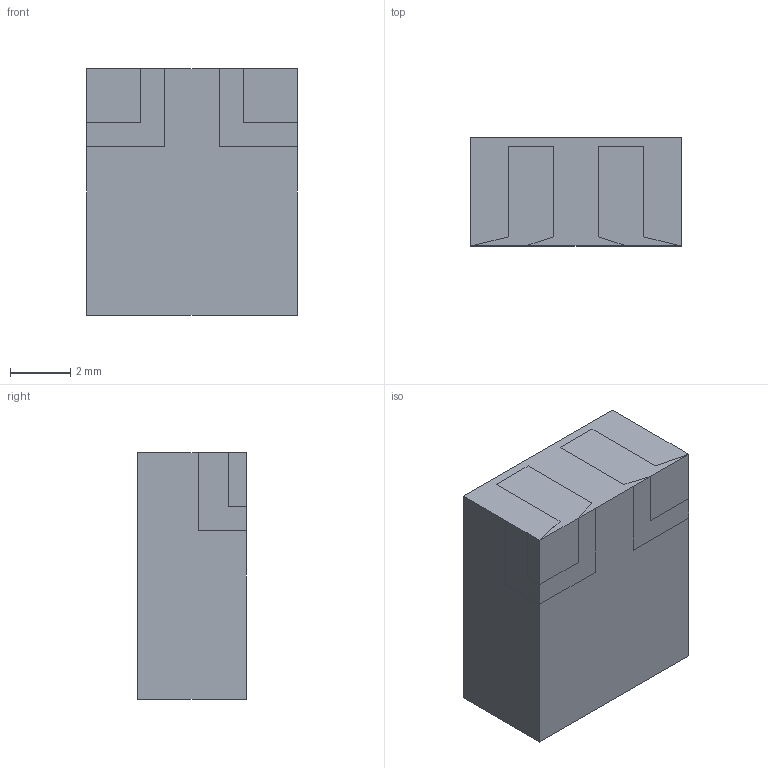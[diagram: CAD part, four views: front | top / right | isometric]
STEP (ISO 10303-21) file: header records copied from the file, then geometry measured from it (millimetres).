
FILE_DESCRIPTION(('STEP AP203'), '1');
FILE_NAME('ÍØÁÀ.434834.003_Ôèëüòð ÔÊÏ1-203-1,212-94', '', ('UNSPECIFIED'), ('UNSPECIFIED'), 'ASCON STEP Converter 1.6', 'ASCON Math Kernel', '');
FILE_SCHEMA(('CONFIG_CONTROL_DESIGN'));
Length unit declared in the file: millimetre
Products named in the file (1): НШБА.434834.003_Фильтр ФКП1-203-1,212-94
Bounding box: 7 x 3.6 x 8.2 mm (x, y, z)
Volume: 206.6 mm3; surface area: 224.2 mm2
Topology: 1 solids, 1 shells, 332 faces, 892 edges, 594 vertices
Faces by surface type: plane 229, bspline 97, cylinder 6
Entity records: 21635 total; most frequent: CARTESIAN_POINT 11426, ORIENTED_EDGE 1784, DIRECTION 1104, EDGE_CURVE 892, LINE 608, VECTOR 608, VERTEX_POINT 594, FACE_BOUND 364
